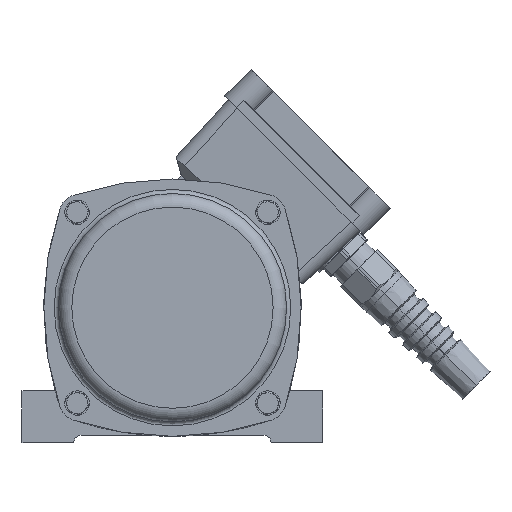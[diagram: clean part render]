
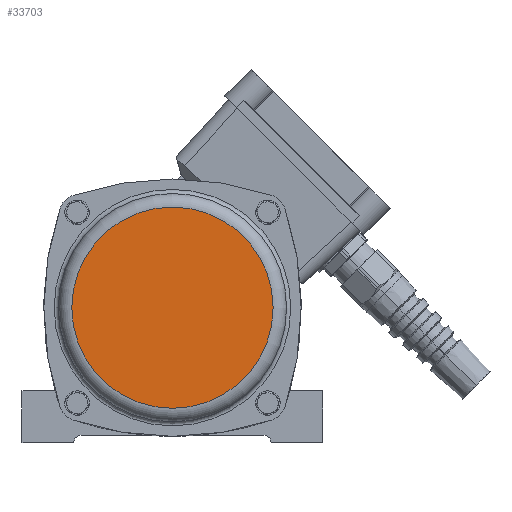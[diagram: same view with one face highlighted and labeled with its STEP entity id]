
A CAD part, left-side view. The second image highlights one B-rep face of the part: STEP entity #33703.
In plain terms, the highlighted face is planar.
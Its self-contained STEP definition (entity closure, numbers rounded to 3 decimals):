
#18991=PLANE('',#31982);
#19389=ORIENTED_EDGE('',*,*,#24464,.F.);
#22700=CIRCLE('',#31981,48.5);
#23348=VERTEX_POINT('',#34501);
#24464=EDGE_CURVE('',#23348,#23348,#22700,.T.);
#26127=EDGE_LOOP('',(#19389));
#27107=FACE_BOUND('',#26127,.T.);
#28109=DIRECTION('',(-1.,0.,0.));
#28110=DIRECTION('',(0.,48.5,0.));
#28111=DIRECTION('',(1.,0.,0.));
#28112=DIRECTION('',(0.,-1.,0.));
#31981=AXIS2_PLACEMENT_3D('',#34502,#28109,#28110);
#31982=AXIS2_PLACEMENT_3D('',#34503,#28111,#28112);
#33703=ADVANCED_FACE('',(#27107),#18991,.T.);
#34501=CARTESIAN_POINT('',(-320.11,-173.235,0.));
#34502=CARTESIAN_POINT('',(-320.11,-221.735,0.));
#34503=CARTESIAN_POINT('',(-320.11,-173.235,0.));
